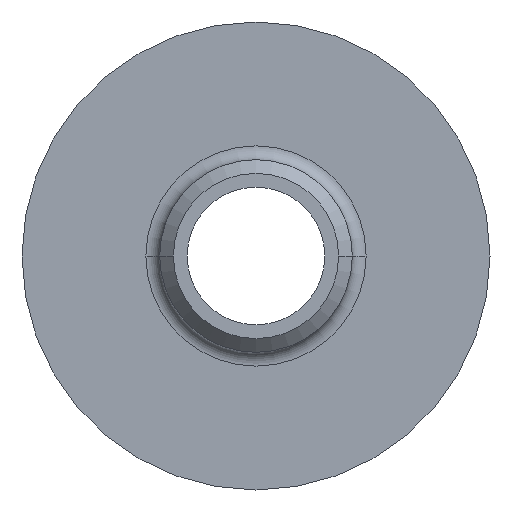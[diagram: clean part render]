
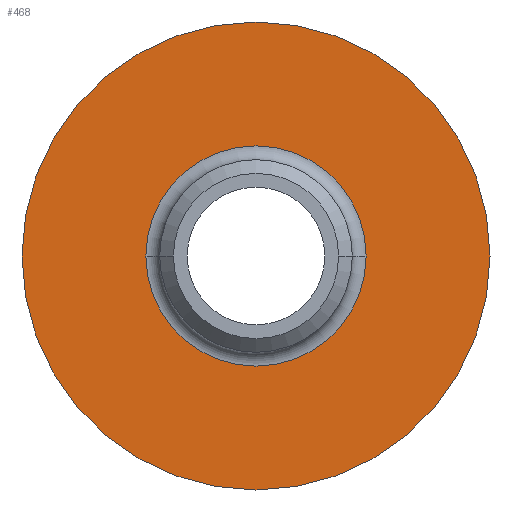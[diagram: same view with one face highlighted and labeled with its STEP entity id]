
A CAD part, front view. The second image highlights one B-rep face of the part: STEP entity #468.
In plain terms, the highlighted planar face has unit normal (0, -1, 0).
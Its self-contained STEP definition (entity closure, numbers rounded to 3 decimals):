
#7 = VERTEX_POINT ( 'NONE', #494 ) ;
#23 = DIRECTION ( 'NONE',  ( 1., 0., 0. ) ) ;
#26 = CARTESIAN_POINT ( 'NONE',  ( 8., 14., 0. ) ) ;
#48 = DIRECTION ( 'NONE',  ( 1., 0., 0. ) ) ;
#63 = AXIS2_PLACEMENT_3D ( 'NONE', #122, #404, #203 ) ;
#69 = AXIS2_PLACEMENT_3D ( 'NONE', #247, #493, #326 ) ;
#81 = CARTESIAN_POINT ( 'NONE',  ( 8., 14., 0. ) ) ;
#89 = AXIS2_PLACEMENT_3D ( 'NONE', #461, #505, #48 ) ;
#100 = VERTEX_POINT ( 'NONE', #26 ) ;
#115 = PLANE ( 'NONE',  #125 ) ;
#122 = CARTESIAN_POINT ( 'NONE',  ( 0., 14., 0. ) ) ;
#125 = AXIS2_PLACEMENT_3D ( 'NONE', #81, #288, #158 ) ;
#128 = FACE_BOUND ( 'NONE', #153, .T. ) ;
#130 = VERTEX_POINT ( 'NONE', #345 ) ;
#131 = VERTEX_POINT ( 'NONE', #421 ) ;
#143 = EDGE_LOOP ( 'NONE', ( #383, #478 ) ) ;
#152 = CIRCLE ( 'NONE', #89, 8. ) ;
#153 = EDGE_LOOP ( 'NONE', ( #522, #407 ) ) ;
#158 = DIRECTION ( 'NONE',  ( 1., 0., 0. ) ) ;
#179 = EDGE_CURVE ( 'NONE', #7, #100, #447, .T. ) ;
#200 = CIRCLE ( 'NONE', #63, 17. ) ;
#203 = DIRECTION ( 'NONE',  ( 1., 0., 0. ) ) ;
#231 = AXIS2_PLACEMENT_3D ( 'NONE', #469, #265, #23 ) ;
#247 = CARTESIAN_POINT ( 'NONE',  ( 0., 14., 0. ) ) ;
#265 = DIRECTION ( 'NONE',  ( 0., -1., 0. ) ) ;
#288 = DIRECTION ( 'NONE',  ( 0., -1., 0. ) ) ;
#326 = DIRECTION ( 'NONE',  ( 1., 0., 0. ) ) ;
#345 = CARTESIAN_POINT ( 'NONE',  ( -17., 14., 0. ) ) ;
#348 = CIRCLE ( 'NONE', #69, 17. ) ;
#383 = ORIENTED_EDGE ( 'NONE', *, *, #423, .T. ) ;
#399 = EDGE_CURVE ( 'NONE', #130, #131, #200, .T. ) ;
#404 = DIRECTION ( 'NONE',  ( 0., -1., 0. ) ) ;
#407 = ORIENTED_EDGE ( 'NONE', *, *, #179, .F. ) ;
#421 = CARTESIAN_POINT ( 'NONE',  ( 17., 14., 0. ) ) ;
#422 = FACE_OUTER_BOUND ( 'NONE', #143, .T. ) ;
#423 = EDGE_CURVE ( 'NONE', #131, #130, #348, .T. ) ;
#447 = CIRCLE ( 'NONE', #231, 8. ) ;
#461 = CARTESIAN_POINT ( 'NONE',  ( 0., 14., 0. ) ) ;
#468 = ADVANCED_FACE ( 'NONE', ( #422, #128 ), #115, .T. ) ;
#469 = CARTESIAN_POINT ( 'NONE',  ( 0., 14., 0. ) ) ;
#478 = ORIENTED_EDGE ( 'NONE', *, *, #399, .T. ) ;
#493 = DIRECTION ( 'NONE',  ( 0., -1., 0. ) ) ;
#494 = CARTESIAN_POINT ( 'NONE',  ( -8., 14., 0. ) ) ;
#505 = DIRECTION ( 'NONE',  ( 0., -1., 0. ) ) ;
#518 = EDGE_CURVE ( 'NONE', #100, #7, #152, .T. ) ;
#522 = ORIENTED_EDGE ( 'NONE', *, *, #518, .F. ) ;
